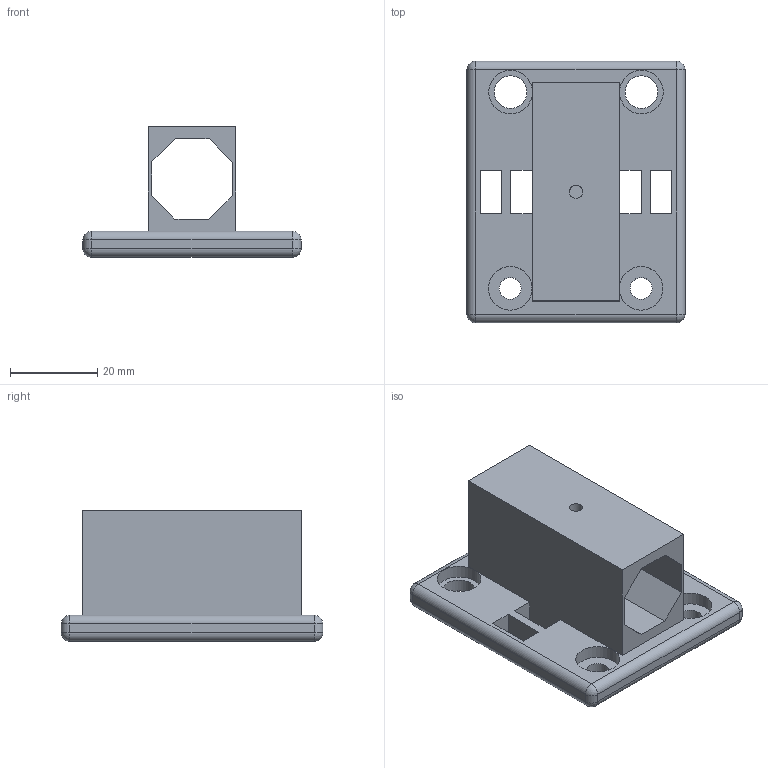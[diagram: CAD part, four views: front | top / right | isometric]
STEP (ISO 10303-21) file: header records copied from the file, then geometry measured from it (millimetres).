
FILE_DESCRIPTION(/* description */ (''),/* implementation_level */ '2;1');
FILE_NAME(/* name */ 'pen_holder.step',/* time_stamp */ '2025-05-16T23:47:06-04:00',/* author */ (''),/* organization */ (''),/* preprocessor_version */ 'ST-DEVELOPER v20.1',/* originating_system */ 'Autodesk Translation Framework v14.4.0.0',/* authorisation */ '');
FILE_SCHEMA (('AUTOMOTIVE_DESIGN { 1 0 10303 214 3 1 1 }'));
Length unit declared in the file: millimetre
Products named in the file (1): pen_holder_attempt
Bounding box: 50 x 60 x 30 mm (x, y, z)
Volume: 24925.5 mm3; surface area: 13462.3 mm2
Topology: 1 solids, 1 shells, 67 faces, 168 edges, 103 vertices
Faces by surface type: plane 38, cylinder 21, sphere 8
Full cylindrical faces by diameter (mm): 3 x1, 5 x2, 7.5 x2, 10 x4
Entity records: 2044 total; most frequent: DIRECTION 349, CARTESIAN_POINT 339, ORIENTED_EDGE 336, EDGE_CURVE 168, LINE 123, VECTOR 123, AXIS2_PLACEMENT_3D 113, VERTEX_POINT 103
